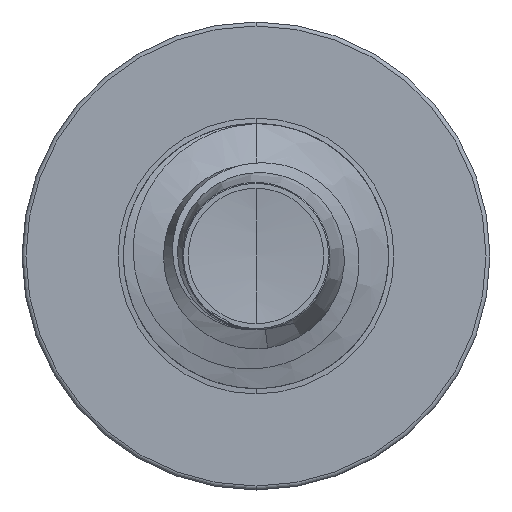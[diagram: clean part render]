
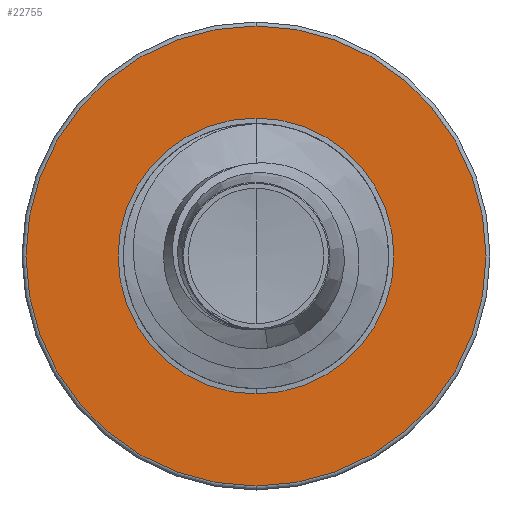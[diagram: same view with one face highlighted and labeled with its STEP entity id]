
A CAD part, front view. The second image highlights one B-rep face of the part: STEP entity #22755.
In plain terms, the highlighted planar face has unit normal (0, -1, 0).
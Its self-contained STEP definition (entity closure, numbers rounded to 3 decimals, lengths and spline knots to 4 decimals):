
#16 = DIRECTION ( 'NONE',  ( 0., 1., 0. ) ) ;
#291 = ORIENTED_EDGE ( 'NONE', *, *, #23499, .T. ) ;
#631 = FACE_BOUND ( 'NONE', #28304, .T. ) ;
#712 = ORIENTED_EDGE ( 'NONE', *, *, #20880, .F. ) ;
#1835 = CARTESIAN_POINT ( 'NONE',  ( 0., 20., 2.605 ) ) ;
#2767 = AXIS2_PLACEMENT_3D ( 'NONE', #10716, #24862, #12953 ) ;
#3057 = VERTEX_POINT ( 'NONE', #1835 ) ;
#3670 = AXIS2_PLACEMENT_3D ( 'NONE', #26036, #14272, #27896 ) ;
#3931 = AXIS2_PLACEMENT_3D ( 'NONE', #10450, #16, #16819 ) ;
#4942 = AXIS2_PLACEMENT_3D ( 'NONE', #24094, #12082, #26023 ) ;
#5474 = AXIS2_PLACEMENT_3D ( 'NONE', #25135, #13266, #26991 ) ;
#7845 = FACE_OUTER_BOUND ( 'NONE', #15368, .T. ) ;
#10450 = CARTESIAN_POINT ( 'NONE',  ( 0., 20., -1.5624 ) ) ;
#10716 = CARTESIAN_POINT ( 'NONE',  ( 0., 20., 0. ) ) ;
#12082 = DIRECTION ( 'NONE',  ( 0., 1., 0. ) ) ;
#12603 = VERTEX_POINT ( 'NONE', #13459 ) ;
#12953 = DIRECTION ( 'NONE',  ( 0., 0., 1. ) ) ;
#13266 = DIRECTION ( 'NONE',  ( 0., 1., 0. ) ) ;
#13459 = CARTESIAN_POINT ( 'NONE',  ( 0., 20., -2.605 ) ) ;
#14272 = DIRECTION ( 'NONE',  ( 0., 1., 0. ) ) ;
#15368 = EDGE_LOOP ( 'NONE', ( #20856, #712 ) ) ;
#15634 = ORIENTED_EDGE ( 'NONE', *, *, #22674, .T. ) ;
#16098 = CIRCLE ( 'NONE', #5474, 2.605 ) ;
#16819 = DIRECTION ( 'NONE',  ( 0., 0., 1. ) ) ;
#19629 = VERTEX_POINT ( 'NONE', #24199 ) ;
#20643 = CIRCLE ( 'NONE', #2767, 1.5624 ) ;
#20856 = ORIENTED_EDGE ( 'NONE', *, *, #21841, .F. ) ;
#20880 = EDGE_CURVE ( 'NONE', #12603, #3057, #16098, .T. ) ;
#20967 = CIRCLE ( 'NONE', #3670, 1.5624 ) ;
#21806 = VERTEX_POINT ( 'NONE', #21994 ) ;
#21841 = EDGE_CURVE ( 'NONE', #3057, #12603, #24069, .T. ) ;
#21994 = CARTESIAN_POINT ( 'NONE',  ( 0., 20., 1.5624 ) ) ;
#22674 = EDGE_CURVE ( 'NONE', #21806, #19629, #20967, .T. ) ;
#22755 = ADVANCED_FACE ( 'NONE', ( #7845, #631 ), #26515, .F. ) ;
#23499 = EDGE_CURVE ( 'NONE', #19629, #21806, #20643, .T. ) ;
#24069 = CIRCLE ( 'NONE', #4942, 2.605 ) ;
#24094 = CARTESIAN_POINT ( 'NONE',  ( 0., 20., 0. ) ) ;
#24199 = CARTESIAN_POINT ( 'NONE',  ( 0., 20., -1.5624 ) ) ;
#24862 = DIRECTION ( 'NONE',  ( 0., 1., 0. ) ) ;
#25135 = CARTESIAN_POINT ( 'NONE',  ( 0., 20., 0. ) ) ;
#26023 = DIRECTION ( 'NONE',  ( 0., 0., 1. ) ) ;
#26036 = CARTESIAN_POINT ( 'NONE',  ( 0., 20., 0. ) ) ;
#26515 = PLANE ( 'NONE',  #3931 ) ;
#26991 = DIRECTION ( 'NONE',  ( 0., 0., 1. ) ) ;
#27896 = DIRECTION ( 'NONE',  ( 0., 0., 1. ) ) ;
#28304 = EDGE_LOOP ( 'NONE', ( #15634, #291 ) ) ;
